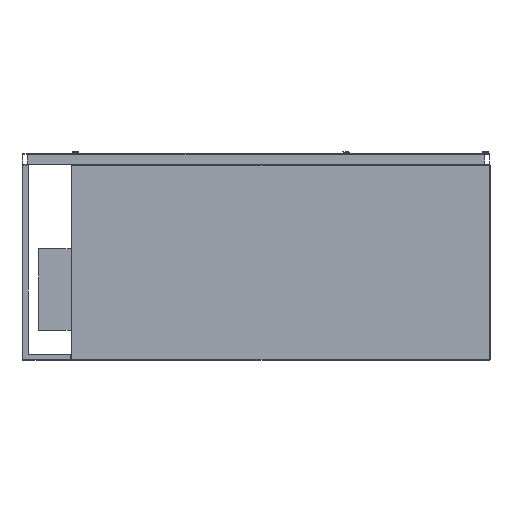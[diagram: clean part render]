
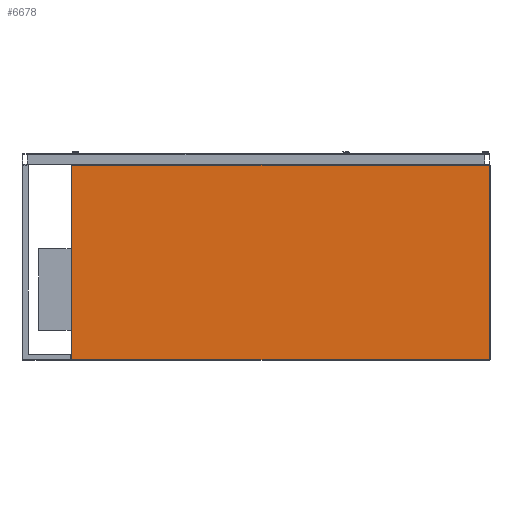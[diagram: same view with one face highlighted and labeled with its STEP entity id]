
A CAD part, front view. The second image highlights one B-rep face of the part: STEP entity #6678.
In plain terms, the highlighted planar face has unit normal (0, -1, 0).
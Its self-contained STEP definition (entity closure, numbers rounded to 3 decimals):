
#405 = DIRECTION ( 'NONE',  ( 0., -1., 0. ) ) ;
#740 = CARTESIAN_POINT ( 'NONE',  ( 770.5, -280., -760. ) ) ;
#1167 = DIRECTION ( 'NONE',  ( 0., 0., -1. ) ) ;
#1189 = VECTOR ( 'NONE', #10092, 1000. ) ;
#1386 = CARTESIAN_POINT ( 'NONE',  ( -770.5, -280., -42. ) ) ;
#1750 = CARTESIAN_POINT ( 'NONE',  ( -772.5, -280., -758. ) ) ;
#3578 = VERTEX_POINT ( 'NONE', #19152 ) ;
#3791 = EDGE_CURVE ( 'NONE', #6220, #3578, #6260, .T. ) ;
#4007 = VECTOR ( 'NONE', #7964, 1000. ) ;
#4562 = VERTEX_POINT ( 'NONE', #1386 ) ;
#5087 = ORIENTED_EDGE ( 'NONE', *, *, #8486, .T. ) ;
#5239 = LINE ( 'NONE', #740, #13492 ) ;
#5300 = LINE ( 'NONE', #15998, #1189 ) ;
#5349 = AXIS2_PLACEMENT_3D ( 'NONE', #10891, #405, #16905 ) ;
#6079 = LINE ( 'NONE', #14882, #12745 ) ;
#6220 = VERTEX_POINT ( 'NONE', #17031 ) ;
#6260 = LINE ( 'NONE', #1750, #4007 ) ;
#6678 = ADVANCED_FACE ( 'Fl�che8', ( #12491 ), #17205, .T. ) ;
#6840 = EDGE_CURVE ( 'NONE', #18907, #4562, #5300, .T. ) ;
#7964 = DIRECTION ( 'NONE',  ( 1., 0., 0. ) ) ;
#8336 = DIRECTION ( 'NONE',  ( 0., 0., 1. ) ) ;
#8486 = EDGE_CURVE ( 'NONE', #4562, #6220, #6079, .T. ) ;
#8933 = CARTESIAN_POINT ( 'NONE',  ( 770.5, -280., -42. ) ) ;
#9633 = ORIENTED_EDGE ( 'NONE', *, *, #3791, .T. ) ;
#10092 = DIRECTION ( 'NONE',  ( -1., 0., 0. ) ) ;
#10891 = CARTESIAN_POINT ( 'NONE',  ( -772.5, -280., -760. ) ) ;
#10903 = EDGE_LOOP ( 'NONE', ( #11680, #5087, #9633, #13082 ) ) ;
#11680 = ORIENTED_EDGE ( 'NONE', *, *, #6840, .T. ) ;
#12491 = FACE_OUTER_BOUND ( 'NONE', #10903, .T. ) ;
#12745 = VECTOR ( 'NONE', #1167, 1000. ) ;
#13082 = ORIENTED_EDGE ( 'NONE', *, *, #17417, .T. ) ;
#13492 = VECTOR ( 'NONE', #8336, 1000. ) ;
#14882 = CARTESIAN_POINT ( 'NONE',  ( -770.5, -280., -760. ) ) ;
#15998 = CARTESIAN_POINT ( 'NONE',  ( -772.5, -280., -42. ) ) ;
#16905 = DIRECTION ( 'NONE',  ( 0., 0., -1. ) ) ;
#17031 = CARTESIAN_POINT ( 'NONE',  ( -770.5, -280., -758. ) ) ;
#17205 = PLANE ( 'NONE',  #5349 ) ;
#17417 = EDGE_CURVE ( 'NONE', #3578, #18907, #5239, .T. ) ;
#18907 = VERTEX_POINT ( 'NONE', #8933 ) ;
#19152 = CARTESIAN_POINT ( 'NONE',  ( 770.5, -280., -758. ) ) ;
